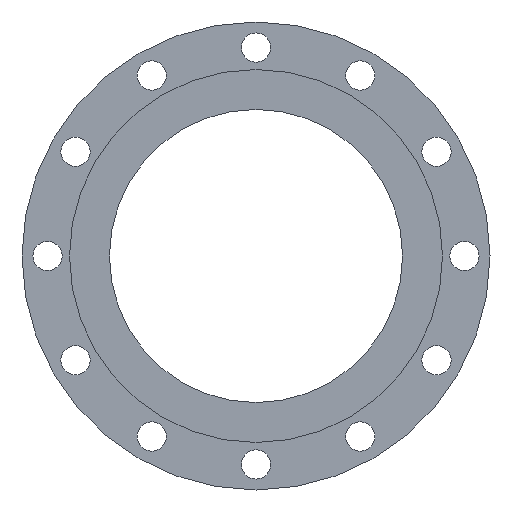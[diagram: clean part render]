
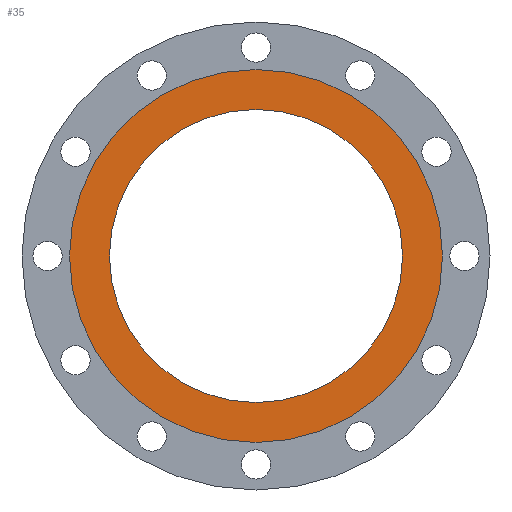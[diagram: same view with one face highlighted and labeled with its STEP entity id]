
A CAD part, front view. The second image highlights one B-rep face of the part: STEP entity #35.
In plain terms, the highlighted planar face has unit normal (0, -1, 0).
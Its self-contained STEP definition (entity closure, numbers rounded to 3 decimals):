
#35 = ADVANCED_FACE ( 'NONE', ( #773, #532 ), #1224, .T. ) ;
#229 = EDGE_CURVE ( 'NONE', #1311, #736, #1113, .T. ) ;
#306 = ORIENTED_EDGE ( 'NONE', *, *, #1330, .F. ) ;
#339 = CARTESIAN_POINT ( 'NONE',  ( 0., 0., 0. ) ) ;
#342 = ORIENTED_EDGE ( 'NONE', *, *, #1441, .F. ) ;
#386 = DIRECTION ( 'NONE',  ( 0., 1., 0. ) ) ;
#450 = AXIS2_PLACEMENT_3D ( 'NONE', #1116, #386, #846 ) ;
#471 = CARTESIAN_POINT ( 'NONE',  ( 0., 0., 127.25 ) ) ;
#500 = DIRECTION ( 'NONE',  ( 0., 1., 0. ) ) ;
#509 = CIRCLE ( 'NONE', #450, 127.25 ) ;
#532 = FACE_OUTER_BOUND ( 'NONE', #1199, .T. ) ;
#559 = CARTESIAN_POINT ( 'NONE',  ( 0., 0., -161.95 ) ) ;
#574 = EDGE_LOOP ( 'NONE', ( #861, #1125 ) ) ;
#634 = DIRECTION ( 'NONE',  ( 0., -1., 0. ) ) ;
#734 = CIRCLE ( 'NONE', #1293, 161.95 ) ;
#736 = VERTEX_POINT ( 'NONE', #471 ) ;
#743 = VERTEX_POINT ( 'NONE', #1156 ) ;
#749 = CARTESIAN_POINT ( 'NONE',  ( 0., 0., 0. ) ) ;
#773 = FACE_BOUND ( 'NONE', #574, .T. ) ;
#846 = DIRECTION ( 'NONE',  ( 0., 0., 1. ) ) ;
#861 = ORIENTED_EDGE ( 'NONE', *, *, #1380, .T. ) ;
#925 = DIRECTION ( 'NONE',  ( 0., 0., 1. ) ) ;
#960 = DIRECTION ( 'NONE',  ( 0., 0., 1. ) ) ;
#988 = DIRECTION ( 'NONE',  ( 0., 1., 0. ) ) ;
#993 = AXIS2_PLACEMENT_3D ( 'NONE', #339, #1489, #925 ) ;
#996 = CARTESIAN_POINT ( 'NONE',  ( 0., 0., 0. ) ) ;
#1018 = CIRCLE ( 'NONE', #1092, 161.95 ) ;
#1020 = AXIS2_PLACEMENT_3D ( 'NONE', #1201, #634, #1466 ) ;
#1038 = VERTEX_POINT ( 'NONE', #559 ) ;
#1092 = AXIS2_PLACEMENT_3D ( 'NONE', #996, #500, #960 ) ;
#1113 = CIRCLE ( 'NONE', #993, 127.25 ) ;
#1116 = CARTESIAN_POINT ( 'NONE',  ( 0., 0., 0. ) ) ;
#1125 = ORIENTED_EDGE ( 'NONE', *, *, #229, .T. ) ;
#1156 = CARTESIAN_POINT ( 'NONE',  ( 0., 0., 161.95 ) ) ;
#1199 = EDGE_LOOP ( 'NONE', ( #306, #342 ) ) ;
#1201 = CARTESIAN_POINT ( 'NONE',  ( 0., 0., 127.25 ) ) ;
#1209 = DIRECTION ( 'NONE',  ( 0., 0., 1. ) ) ;
#1224 = PLANE ( 'NONE',  #1020 ) ;
#1293 = AXIS2_PLACEMENT_3D ( 'NONE', #749, #988, #1209 ) ;
#1311 = VERTEX_POINT ( 'NONE', #1362 ) ;
#1330 = EDGE_CURVE ( 'NONE', #743, #1038, #1018, .T. ) ;
#1362 = CARTESIAN_POINT ( 'NONE',  ( 0., 0., -127.25 ) ) ;
#1380 = EDGE_CURVE ( 'NONE', #736, #1311, #509, .T. ) ;
#1441 = EDGE_CURVE ( 'NONE', #1038, #743, #734, .T. ) ;
#1466 = DIRECTION ( 'NONE',  ( 0., 0., -1. ) ) ;
#1489 = DIRECTION ( 'NONE',  ( 0., 1., 0. ) ) ;
